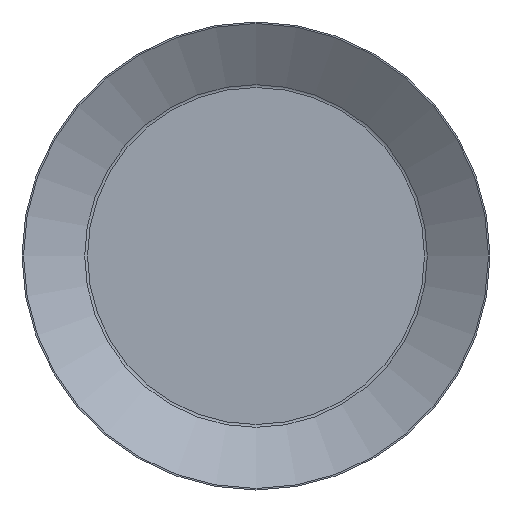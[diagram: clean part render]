
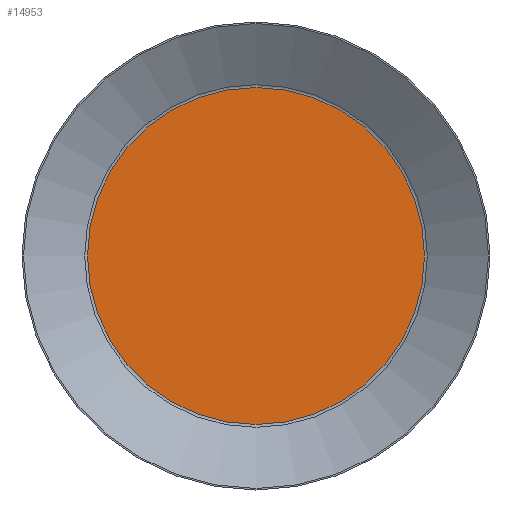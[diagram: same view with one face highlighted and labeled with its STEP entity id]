
A CAD part, front view. The second image highlights one B-rep face of the part: STEP entity #14953.
In plain terms, the highlighted planar face has unit normal (0, -1, 0).
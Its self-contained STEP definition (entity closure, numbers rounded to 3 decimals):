
#4127=PLANE('',#16597);
#5018=FACE_OUTER_BOUND('',#6099,.T.);
#6099=EDGE_LOOP('',(#13997));
#6129=CIRCLE('',#16598,63.358);
#7570=VERTEX_POINT('',#50945);
#9717=EDGE_CURVE('',#7570,#7570,#6129,.T.);
#13997=ORIENTED_EDGE('',*,*,#9717,.F.);
#14953=ADVANCED_FACE('',(#5018),#4127,.T.);
#16597=AXIS2_PLACEMENT_3D('',#50944,#20550,#20551);
#16598=AXIS2_PLACEMENT_3D('',#50946,#20552,#20553);
#20550=DIRECTION('center_axis',(0.,-1.,0.));
#20551=DIRECTION('ref_axis',(0.,0.,
-1.));
#20552=DIRECTION('center_axis',(0.,1.,0.));
#20553=DIRECTION('ref_axis',(-1.,0.,0.));
#50944=CARTESIAN_POINT('Origin',(205.787,88.182,108.952));
#50945=CARTESIAN_POINT('',(205.787,88.182,172.309));
#50946=CARTESIAN_POINT('Origin',(205.787,88.182,108.952));
